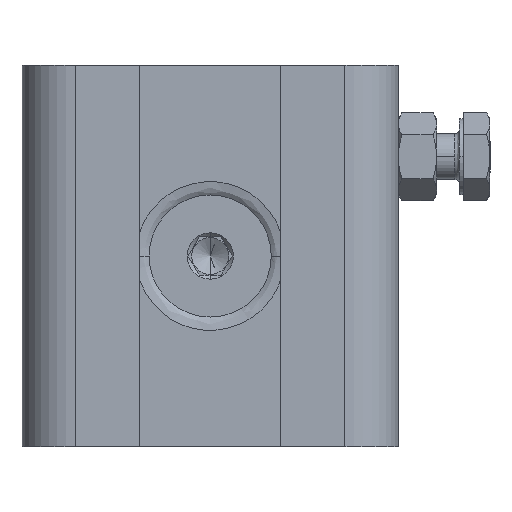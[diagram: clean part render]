
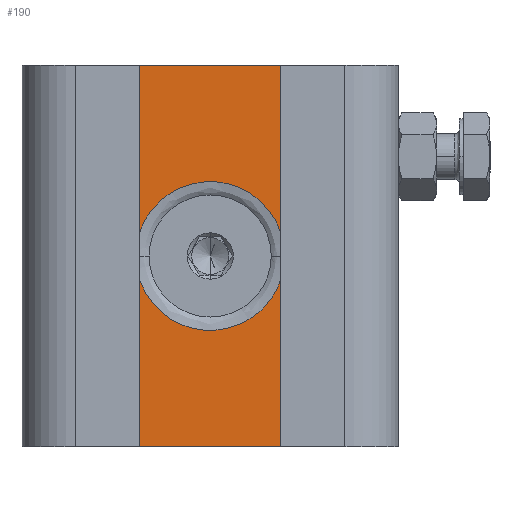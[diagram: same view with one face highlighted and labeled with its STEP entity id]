
A CAD part, front view. The second image highlights one B-rep face of the part: STEP entity #190.
In plain terms, the highlighted planar face has unit normal (0, -1, 0).
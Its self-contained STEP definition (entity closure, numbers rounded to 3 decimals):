
#6 = EDGE_LOOP ( 'NONE', ( #4940, #4029 ) ) ;
#121 = VECTOR ( 'NONE', #4892, 1000. ) ;
#138 = CARTESIAN_POINT ( 'NONE',  ( 17.65, -4., 25. ) ) ;
#142 = ORIENTED_EDGE ( 'NONE', *, *, #501, .T. ) ;
#145 = DIRECTION ( 'NONE',  ( -1., 0., 0. ) ) ;
#190 = ADVANCED_FACE ( 'NONE', ( #5452, #4484 ), #4418, .F. ) ;
#315 = CARTESIAN_POINT ( 'NONE',  ( -9.743, -4., 0. ) ) ;
#351 = LINE ( 'NONE', #5217, #3456 ) ;
#501 = EDGE_CURVE ( 'NONE', #4013, #2442, #3136, .T. ) ;
#839 = EDGE_CURVE ( 'NONE', #1556, #1172, #2341, .T. ) ;
#1116 = ORIENTED_EDGE ( 'NONE', *, *, #4924, .F. ) ;
#1168 = EDGE_LOOP ( 'NONE', ( #3919, #4097, #142, #1116 ) ) ;
#1172 = VERTEX_POINT ( 'NONE', #4861 ) ;
#1305 = CARTESIAN_POINT ( 'NONE',  ( -9.743, -4., 19.485 ) ) ;
#1556 = VERTEX_POINT ( 'NONE', #1568 ) ;
#1568 = CARTESIAN_POINT ( 'NONE',  ( -9.743, -4., 0. ) ) ;
#1866 = CARTESIAN_POINT ( 'NONE',  ( 9.743, -4., 19.485 ) ) ;
#2182 = EDGE_CURVE ( 'NONE', #2672, #2466, #351, .T. ) ;
#2341 =( BOUNDED_CURVE ( )  B_SPLINE_CURVE ( 3, ( #4261, #3843, #3611, #6375 ),
 .UNSPECIFIED., .F., .F. ) 
 B_SPLINE_CURVE_WITH_KNOTS ( ( 4, 4 ),
 ( 0., 1. ),
 .UNSPECIFIED. ) 
 CURVE ( )  GEOMETRIC_REPRESENTATION_ITEM ( )  RATIONAL_B_SPLINE_CURVE ( ( 1., 0.333, 0.333, 1. ) ) 
 REPRESENTATION_ITEM ( '' )  );
#2345 = CARTESIAN_POINT ( 'NONE',  ( 9.743, -4., 0. ) ) ;
#2364 = DIRECTION ( 'NONE',  ( 0., 1., 0. ) ) ;
#2442 = VERTEX_POINT ( 'NONE', #5104 ) ;
#2466 = VERTEX_POINT ( 'NONE', #3005 ) ;
#2672 = VERTEX_POINT ( 'NONE', #138 ) ;
#2727 = CARTESIAN_POINT ( 'NONE',  ( 17.65, -4., 25. ) ) ;
#2732 = DIRECTION ( 'NONE',  ( 0., 0., -1. ) ) ;
#3005 = CARTESIAN_POINT ( 'NONE',  ( 17.65, -4., -25. ) ) ;
#3039 = EDGE_CURVE ( 'NONE', #1172, #1556, #4267, .T. ) ;
#3136 = LINE ( 'NONE', #5234, #3825 ) ;
#3456 = VECTOR ( 'NONE', #3634, 1000. ) ;
#3611 = CARTESIAN_POINT ( 'NONE',  ( 9.743, -4., -19.485 ) ) ;
#3634 = DIRECTION ( 'NONE',  ( 0., 0., -1. ) ) ;
#3824 = LINE ( 'NONE', #2727, #121 ) ;
#3825 = VECTOR ( 'NONE', #2732, 1000. ) ;
#3843 = CARTESIAN_POINT ( 'NONE',  ( -9.743, -4., -19.485 ) ) ;
#3919 = ORIENTED_EDGE ( 'NONE', *, *, #2182, .F. ) ;
#3968 = CARTESIAN_POINT ( 'NONE',  ( -17.65, -4., 25. ) ) ;
#4013 = VERTEX_POINT ( 'NONE', #5733 ) ;
#4029 = ORIENTED_EDGE ( 'NONE', *, *, #3039, .F. ) ;
#4097 = ORIENTED_EDGE ( 'NONE', *, *, #6731, .T. ) ;
#4261 = CARTESIAN_POINT ( 'NONE',  ( -9.743, -4., 0. ) ) ;
#4267 =( BOUNDED_CURVE ( )  B_SPLINE_CURVE ( 3, ( #2345, #1866, #1305, #315 ),
 .UNSPECIFIED., .F., .F. ) 
 B_SPLINE_CURVE_WITH_KNOTS ( ( 4, 4 ),
 ( 0., 1. ),
 .UNSPECIFIED. ) 
 CURVE ( )  GEOMETRIC_REPRESENTATION_ITEM ( )  RATIONAL_B_SPLINE_CURVE ( ( 1., 0.333, 0.333, 1. ) ) 
 REPRESENTATION_ITEM ( '' )  );
#4418 = PLANE ( 'NONE',  #5803 ) ;
#4484 = FACE_BOUND ( 'NONE', #6, .T. ) ;
#4861 = CARTESIAN_POINT ( 'NONE',  ( 9.743, -4., 0. ) ) ;
#4892 = DIRECTION ( 'NONE',  ( -1., 0., 0. ) ) ;
#4924 = EDGE_CURVE ( 'NONE', #2466, #2442, #5282, .T. ) ;
#4940 = ORIENTED_EDGE ( 'NONE', *, *, #839, .F. ) ;
#5104 = CARTESIAN_POINT ( 'NONE',  ( -17.65, -4., -25. ) ) ;
#5217 = CARTESIAN_POINT ( 'NONE',  ( 17.65, -4., 25. ) ) ;
#5234 = CARTESIAN_POINT ( 'NONE',  ( -17.65, -4., 25. ) ) ;
#5282 = LINE ( 'NONE', #5881, #6298 ) ;
#5452 = FACE_OUTER_BOUND ( 'NONE', #1168, .T. ) ;
#5733 = CARTESIAN_POINT ( 'NONE',  ( -17.65, -4., 25. ) ) ;
#5803 = AXIS2_PLACEMENT_3D ( 'NONE', #3968, #2364, #6538 ) ;
#5881 = CARTESIAN_POINT ( 'NONE',  ( 17.65, -4., -25. ) ) ;
#6298 = VECTOR ( 'NONE', #145, 1000. ) ;
#6375 = CARTESIAN_POINT ( 'NONE',  ( 9.743, -4., 0. ) ) ;
#6538 = DIRECTION ( 'NONE',  ( -1., 0., 0. ) ) ;
#6731 = EDGE_CURVE ( 'NONE', #2672, #4013, #3824, .T. ) ;
